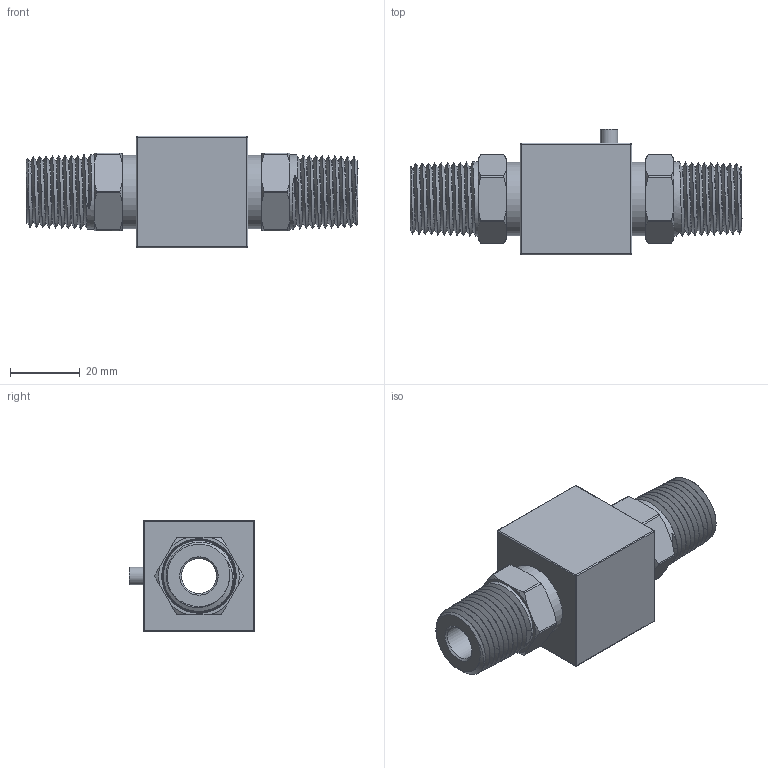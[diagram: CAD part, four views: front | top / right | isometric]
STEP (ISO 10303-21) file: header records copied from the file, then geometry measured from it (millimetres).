
FILE_DESCRIPTION(/* description */ (''),/* implementation_level */ '2;1');
FILE_NAME(/* name */ 'H1B-M-8N-BODY_ipt_bac4922a.STEP',/* time_stamp */ '2018-02-13T23:11:16-05:00',/* author */ ('trk49'),/* organization */ (''),/* preprocessor_version */ 'ST-DEVELOPER v16.13',/* originating_system */ 'Autodesk Inventor 2018',/* authorisation */ '');
FILE_SCHEMA (('AUTOMOTIVE_DESIGN { 1 0 10303 214 3 1 1 }'));
Length unit declared in the file: millimetre
Products named in the file (1): H1B-M-8N-BODY
Bounding box: 95.2 x 36 x 32 mm (x, y, z)
Volume: 46551.5 mm3; surface area: 15135.2 mm2
Topology: 1 solids, 1 shells, 124 faces, 316 edges, 202 vertices
Faces by surface type: plane 38, cylinder 30, cone 30, bspline 18, sphere 8
Full cylindrical faces by diameter (mm): 5 x1, 10 x1, 21 x2, 21.336 x2
Entity records: 12181 total; most frequent: CARTESIAN_POINT 9449, ORIENTED_EDGE 612, DIRECTION 482, EDGE_CURVE 306, VERTEX_POINT 200, AXIS2_PLACEMENT_3D 183, EDGE_LOOP 142, FACE_OUTER_BOUND 124
